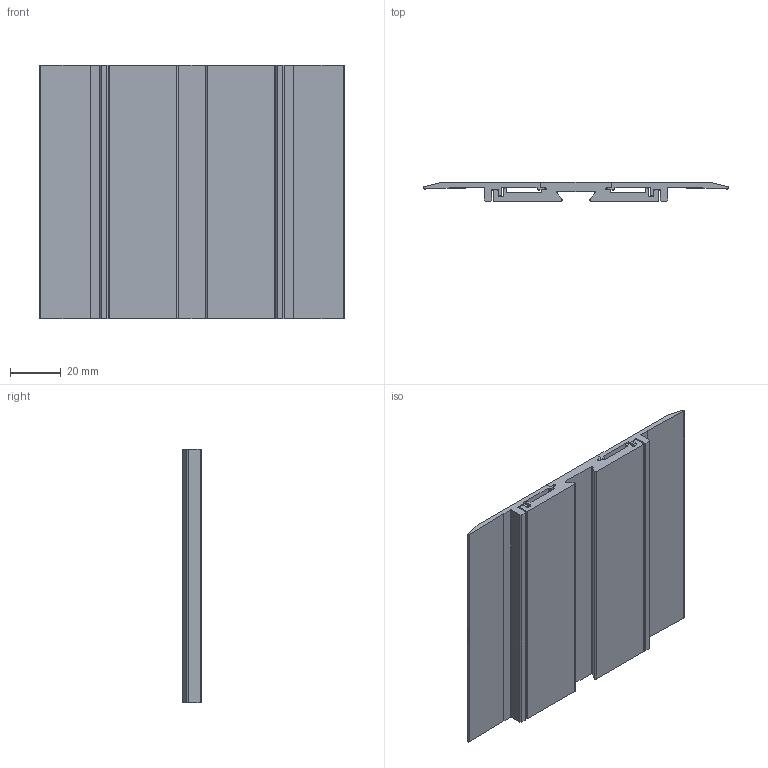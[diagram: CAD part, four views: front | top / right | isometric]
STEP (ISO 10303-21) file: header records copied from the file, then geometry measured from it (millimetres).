
FILE_DESCRIPTION (( 'STEP AP203' ), '1' );
FILE_NAME ('F120.STEP', '2024-05-27T14:46:14', ( '' ), ( '' ), 'SwSTEP 2.0', 'SolidWorks 2021', '' );
FILE_SCHEMA (( 'CONFIG_CONTROL_DESIGN' ));
Length unit declared in the file: millimetre
Products named in the file (3): Flachprofil_01; Basisprofil_100<Wie bearbeitet>; F120
Assembly tree (3 placements, depth 2):
  F120
    Basisprofil_100<Wie bearbeitet>
    Flachprofil_01  x2
Bounding box: 120.01 x 7.5 x 100 mm (x, y, z)
Volume: 51399.8 mm3; surface area: 41888.1 mm2
Topology: 3 solids, 3 shells, 136 faces, 390 edges, 260 vertices
Faces by surface type: plane 74, cylinder 62
Entity records: 3746 total; most frequent: DIRECTION 613, CARTESIAN_POINT 604, ORIENTED_EDGE 594, EDGE_CURVE 297, AXIS2_PLACEMENT_3D 207, LINE 199, VECTOR 199, VERTEX_POINT 198
